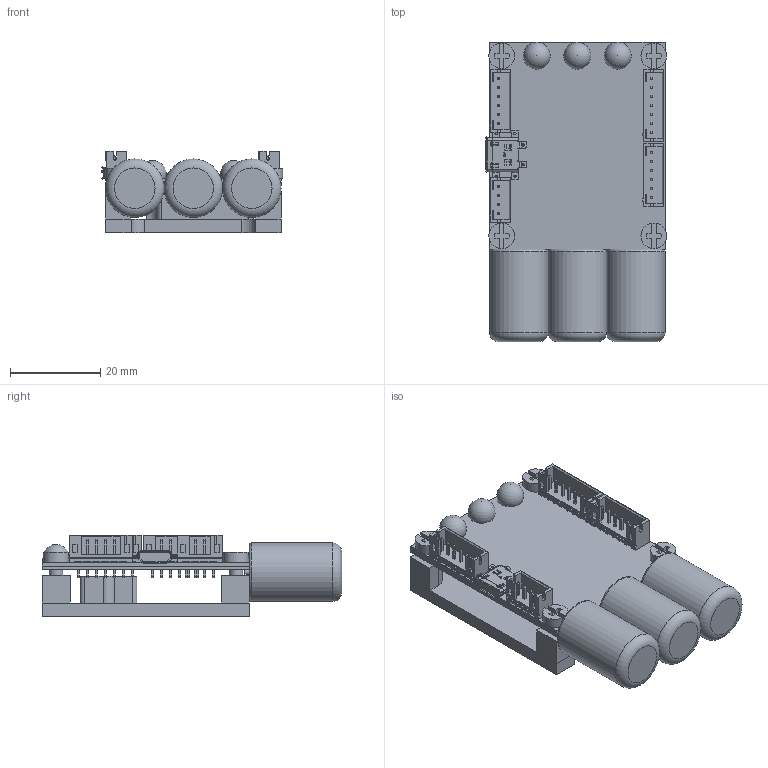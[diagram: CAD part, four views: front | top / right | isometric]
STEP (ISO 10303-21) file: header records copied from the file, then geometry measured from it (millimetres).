
FILE_DESCRIPTION(('STEP AP214'),'1');
FILE_NAME('Vesc new 4,20.stp','2021-10-31T18:52:56',(' '),(' '),'Spatial InterOp 3D',' ',' ');
FILE_SCHEMA(('AUTOMOTIVE_DESIGN { 1 0 10303 214 1 1 1 1 }'));
Length unit declared in the file: millimetre
Products named in the file (1): 1
Bounding box: 40.28 x 66.5 x 18 mm (x, y, z)
Volume: 19294.7 mm3; surface area: 19124.2 mm2
Topology: 23 solids, 23 shells, 1561 faces, 4186 edges, 2716 vertices
Faces by surface type: plane 1297, cylinder 251, sphere 7, torus 6
Full cylindrical faces by diameter (mm): 0.5 x6, 1 x6, 2.5 x8, 3 x12, 5.7 x4, 13 x3
Entity records: 47959 total; most frequent: CARTESIAN_POINT 8414, ORIENTED_EDGE 8238, DIRECTION 7808, EDGE_CURVE 4119, LINE 3590, VECTOR 3590, VERTEX_POINT 2697, AXIS2_PLACEMENT_3D 2109
